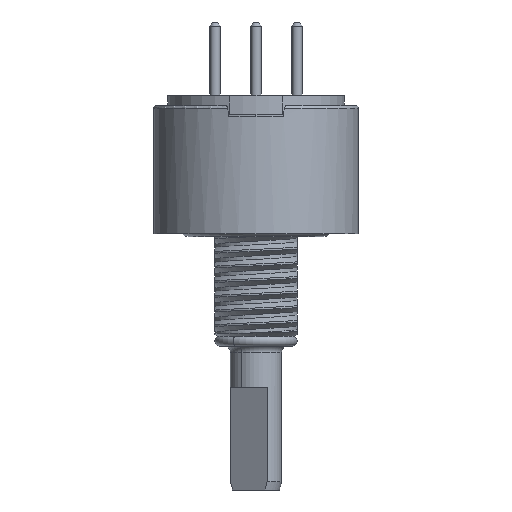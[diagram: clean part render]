
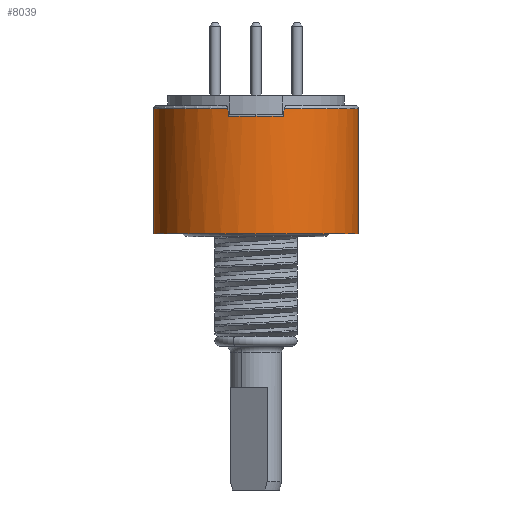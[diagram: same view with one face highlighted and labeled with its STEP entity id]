
A CAD part, front view. The second image highlights one B-rep face of the part: STEP entity #8039.
In plain terms, the highlighted cylindrical face has radius 6.35 mm (diameter 12.7 mm), a partial arc.
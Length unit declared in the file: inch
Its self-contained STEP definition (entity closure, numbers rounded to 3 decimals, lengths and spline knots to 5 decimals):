
#12=CARTESIAN_POINT('',(0.,0.,0.));
#13=DIRECTION('',(0.,0.,1.));
#14=DIRECTION('',(-1.,0.,0.));
#15=AXIS2_PLACEMENT_3D('',#12,#13,#14);
#37=DIRECTION('',(0.,0.,-1.));
#38=VECTOR('',#37,0.305);
#39=CARTESIAN_POINT('',(-0.25,0.,0.305));
#40=LINE('',#39,#38);
#41=DIRECTION('',(0.,0.,-1.));
#42=VECTOR('',#41,0.305);
#43=CARTESIAN_POINT('',(0.25,0.,0.305));
#44=LINE('',#43,#42);
#80=CARTESIAN_POINT('',(0.06699,-0.24086,
0.29592));
#81=CARTESIAN_POINT('',(0.06786,-0.24062,
0.29894));
#82=CARTESIAN_POINT('',(0.06872,-0.24037,
0.30197));
#83=CARTESIAN_POINT('',(0.06959,-0.24012,0.305));
#90=CARTESIAN_POINT('',(0.,0.,0.305));
#91=DIRECTION('',(0.,0.,-1.));
#92=DIRECTION('',(1.,0.,0.));
#93=AXIS2_PLACEMENT_3D('',#90,#91,#92);
#95=CARTESIAN_POINT('',(0.,0.,0.305));
#96=DIRECTION('',(0.,0.,-1.));
#97=DIRECTION('',(-0.278,-0.96,0.));
#98=AXIS2_PLACEMENT_3D('',#95,#96,#97);
#6491=CARTESIAN_POINT('',(-0.06959,-0.24012,0.305));
#6520=CARTESIAN_POINT('',(-0.06959,-0.24012,0.305));
#6521=CARTESIAN_POINT('',(-0.06873,-0.24037,
0.302));
#6522=CARTESIAN_POINT('',(-0.06787,-0.24061,
0.299));
#6523=CARTESIAN_POINT('',(-0.06701,-0.24085,0.296));
#6533=DIRECTION('',(0.,0.,1.));
#6534=VECTOR('',#6533,0.01);
#6535=CARTESIAN_POINT('',(-0.06701,-0.24085,0.286));
#6536=LINE('',#6535,#6534);
#6546=CARTESIAN_POINT('',(0.,0.,0.286));
#6547=DIRECTION('',(0.,0.,1.));
#6548=DIRECTION('',(-0.268,-0.963,0.));
#6549=AXIS2_PLACEMENT_3D('',#6546,#6547,#6548);
#6559=DIRECTION('',(0.,0.,1.));
#6560=VECTOR('',#6559,0.00992);
#6561=CARTESIAN_POINT('',(0.06699,-0.24086,0.286));
#6562=LINE('',#6561,#6560);
#6563=CARTESIAN_POINT('',(-0.25,0.,0.));
#6564=CARTESIAN_POINT('',(0.25,0.,0.));
#6565=VERTEX_POINT('',#6563);
#6566=VERTEX_POINT('',#6564);
#6615=CARTESIAN_POINT('',(0.06699,-0.24086,0.286));
#6616=CARTESIAN_POINT('',(0.06699,-0.24086,
0.29592));
#6617=VERTEX_POINT('',#6615);
#6618=VERTEX_POINT('',#6616);
#6619=CARTESIAN_POINT('',(-0.06701,-0.24085,0.286));
#6620=VERTEX_POINT('',#6619);
#6621=CARTESIAN_POINT('',(-0.06701,-0.24085,0.296));
#6622=VERTEX_POINT('',#6621);
#6820=CARTESIAN_POINT('',(0.25,0.,0.305));
#6821=VERTEX_POINT('',#6820);
#6822=CARTESIAN_POINT('',(0.06959,-0.24012,0.305));
#6823=VERTEX_POINT('',#6822);
#6830=VERTEX_POINT('',#6491);
#6831=CARTESIAN_POINT('',(-0.25,0.,0.305));
#6832=VERTEX_POINT('',#6831);
#8017=CARTESIAN_POINT('',(0.,0.,-0.2781));
#8018=DIRECTION('',(0.,0.,1.));
#8019=DIRECTION('',(1.,0.,0.));
#8020=AXIS2_PLACEMENT_3D('',#8017,#8018,#8019);
#8021=CYLINDRICAL_SURFACE('',#8020,0.25);
#8022=ORIENTED_EDGE('',*,*,#7948,.F.);
#8023=ORIENTED_EDGE('',*,*,#7924,.T.);
#8024=ORIENTED_EDGE('',*,*,#7884,.F.);
#8025=ORIENTED_EDGE('',*,*,#7921,.F.);
#8027=ORIENTED_EDGE('',*,*,#8026,.F.);
#8029=ORIENTED_EDGE('',*,*,#8028,.T.);
#8031=ORIENTED_EDGE('',*,*,#8030,.F.);
#8033=ORIENTED_EDGE('',*,*,#8032,.T.);
#8035=ORIENTED_EDGE('',*,*,#8034,.T.);
#8036=ORIENTED_EDGE('',*,*,#8002,.T.);
#8037=EDGE_LOOP('',(#8022,#8023,#8024,#8025,#8027,#8029,#8031,#8033,#8035,
#8036));
#8038=FACE_OUTER_BOUND('',#8037,.F.);
#8039=ADVANCED_FACE('',(#8038),#8021,.T.);
#16=CIRCLE('',#15,0.25);
#84=B_SPLINE_CURVE_WITH_KNOTS('',3,(#80,#81,#82,#83),.UNSPECIFIED.,.F.,.F.,(4,
4),(0.,1.),.UNSPECIFIED.);
#94=CIRCLE('',#93,0.25);
#99=CIRCLE('',#98,0.25);
#6524=B_SPLINE_CURVE_WITH_KNOTS('',3,(#6520,#6521,#6522,#6523),.UNSPECIFIED.,
.F.,.F.,(4,4),(0.,1.),.UNSPECIFIED.);
#6550=CIRCLE('',#6549,0.25);
#7884=EDGE_CURVE('',#6565,#6566,#16,.T.);
#7921=EDGE_CURVE('',#6832,#6565,#40,.T.);
#7924=EDGE_CURVE('',#6821,#6566,#44,.T.);
#7948=EDGE_CURVE('',#6821,#6823,#94,.T.);
#8002=EDGE_CURVE('',#6618,#6823,#84,.T.);
#8026=EDGE_CURVE('',#6830,#6832,#99,.T.);
#8028=EDGE_CURVE('',#6830,#6622,#6524,.T.);
#8030=EDGE_CURVE('',#6620,#6622,#6536,.T.);
#8032=EDGE_CURVE('',#6620,#6617,#6550,.T.);
#8034=EDGE_CURVE('',#6617,#6618,#6562,.T.);
